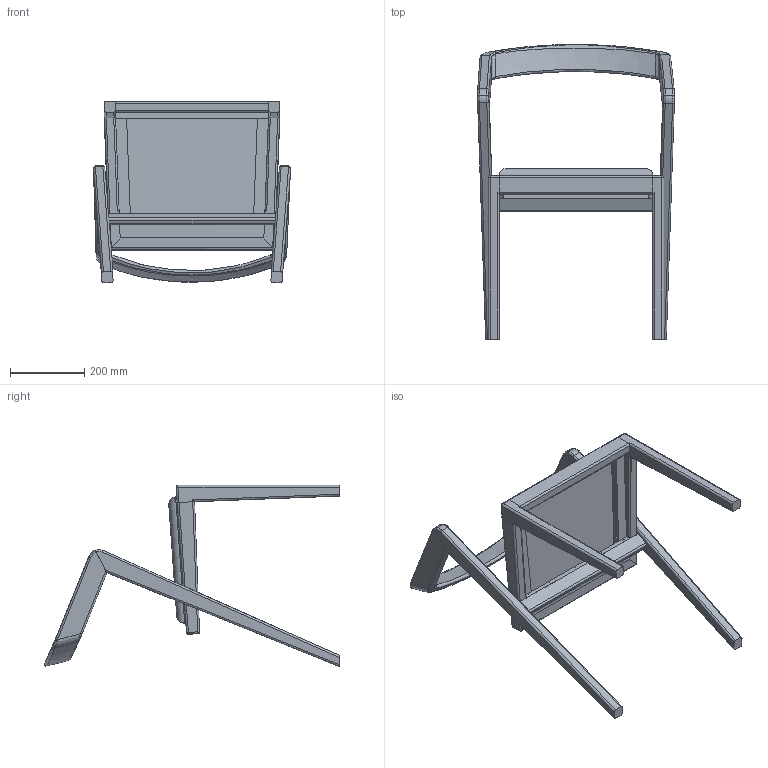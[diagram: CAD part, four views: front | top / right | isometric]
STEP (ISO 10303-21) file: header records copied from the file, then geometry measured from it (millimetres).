
FILE_DESCRIPTION (( 'STEP AP203' ), '1' );
FILE_NAME ('0. Stolica Marina - sklop.STEP', '2023-11-23T09:13:15', ( '' ), ( '' ), 'SwSTEP 2.0', 'SolidWorks 2023', '' );
FILE_SCHEMA (( 'CONFIG_CONTROL_DESIGN' ));
Length unit declared in the file: millimetre
Products named in the file (1): 0. Stolica Marina - sklop
Bounding box: 531.15 x 795.27 x 489.06 mm (x, y, z)
Volume: 12504636.6 mm3; surface area: 1527882.6 mm2
Topology: 15 solids, 15 shells, 420 faces, 1034 edges, 678 vertices
Faces by surface type: plane 209, cylinder 133, bspline 74, sphere 4
Entity records: 16397 total; most frequent: CARTESIAN_POINT 6936, ORIENTED_EDGE 2060, DIRECTION 1764, EDGE_CURVE 1030, VERTEX_POINT 678, AXIS2_PLACEMENT_3D 593, LINE 578, VECTOR 578
